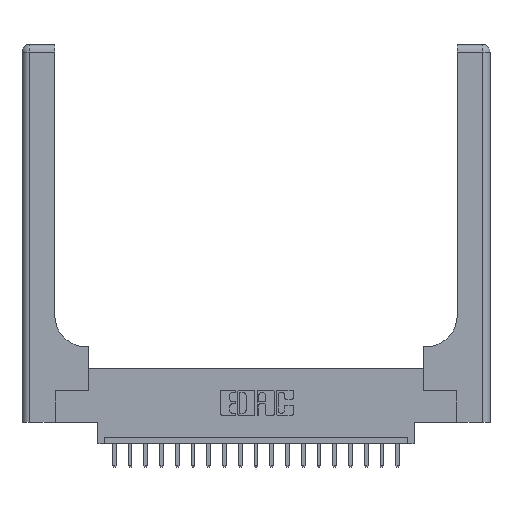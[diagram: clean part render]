
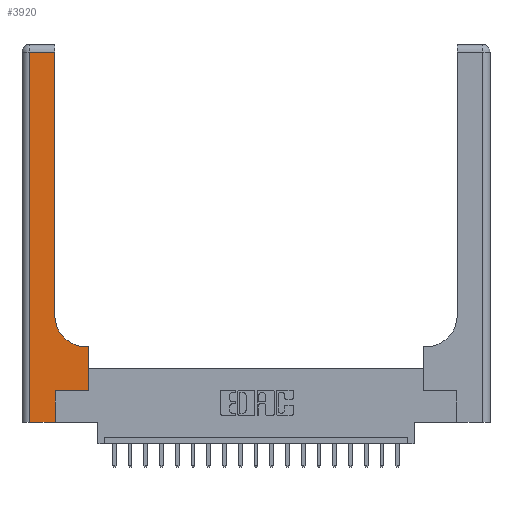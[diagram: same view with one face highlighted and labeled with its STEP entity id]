
A CAD part, top view. The second image highlights one B-rep face of the part: STEP entity #3920.
In plain terms, the highlighted planar face has unit normal (0, 0, 1).
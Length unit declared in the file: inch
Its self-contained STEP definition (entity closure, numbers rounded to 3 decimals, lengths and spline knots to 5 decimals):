
#539 = ORIENTED_EDGE ( 'NONE', *, *, #5298, .T. ) ;
#852 = ORIENTED_EDGE ( 'NONE', *, *, #10213, .T. ) ;
#962 = CARTESIAN_POINT ( 'NONE',  ( 0.265, 0., 0.37 ) ) ;
#1179 = VERTEX_POINT ( 'NONE', #13660 ) ;
#1251 = DIRECTION ( 'NONE',  ( -1., 0., 0. ) ) ;
#1499 = CARTESIAN_POINT ( 'NONE',  ( 0.265, 0.25, 0.37 ) ) ;
#1569 = VERTEX_POINT ( 'NONE', #4802 ) ;
#1919 = CARTESIAN_POINT ( 'NONE',  ( 0.26, 2.94, 0.37 ) ) ;
#2136 = VECTOR ( 'NONE', #17785, 39.37008 ) ;
#2204 = VECTOR ( 'NONE', #18493, 39.37008 ) ;
#2208 = LINE ( 'NONE', #9234, #9574 ) ;
#2929 = VECTOR ( 'NONE', #10080, 39.37008 ) ;
#3298 = EDGE_CURVE ( 'NONE', #5046, #18959, #2208, .T. ) ;
#3920 = ADVANCED_FACE ( 'NONE', ( #7119 ), #7525, .F. ) ;
#4156 = DIRECTION ( 'NONE',  ( 1., 0., 0. ) ) ;
#4194 = CARTESIAN_POINT ( 'NONE',  ( 0.06, 0., 0.37 ) ) ;
#4365 = CIRCLE ( 'NONE', #16167, 0.25 ) ;
#4802 = CARTESIAN_POINT ( 'NONE',  ( 0.528, 0.25, 0.37 ) ) ;
#4839 = ORIENTED_EDGE ( 'NONE', *, *, #3298, .T. ) ;
#4845 = LINE ( 'NONE', #10661, #20028 ) ;
#4847 = DIRECTION ( 'NONE',  ( 1., 0., 0. ) ) ;
#5046 = VERTEX_POINT ( 'NONE', #962 ) ;
#5298 = EDGE_CURVE ( 'NONE', #1569, #17633, #5586, .T. ) ;
#5518 = CARTESIAN_POINT ( 'NONE',  ( 0.51, 0.85, 0.37 ) ) ;
#5586 = LINE ( 'NONE', #11331, #2136 ) ;
#5609 = EDGE_LOOP ( 'NONE', ( #852, #6148, #16080, #6698, #4839, #11654, #539, #12682, #15383 ) ) ;
#5722 = CARTESIAN_POINT ( 'NONE',  ( 0.528, 0.6, 0.37 ) ) ;
#5841 = EDGE_CURVE ( 'NONE', #11401, #18613, #4845, .T. ) ;
#6148 = ORIENTED_EDGE ( 'NONE', *, *, #5841, .T. ) ;
#6650 = LINE ( 'NONE', #18457, #13333 ) ;
#6698 = ORIENTED_EDGE ( 'NONE', *, *, #16591, .T. ) ;
#7119 = FACE_OUTER_BOUND ( 'NONE', #5609, .T. ) ;
#7512 = CARTESIAN_POINT ( 'NONE',  ( 0.26, 3., 0.37 ) ) ;
#7525 = PLANE ( 'NONE',  #18282 ) ;
#7564 = VECTOR ( 'NONE', #4847, 39.37008 ) ;
#9234 = CARTESIAN_POINT ( 'NONE',  ( 0.265, 0., 0.37 ) ) ;
#9574 = VECTOR ( 'NONE', #10557, 39.37008 ) ;
#10080 = DIRECTION ( 'NONE',  ( -1., 0., 0. ) ) ;
#10213 = EDGE_CURVE ( 'NONE', #18364, #11401, #15968, .T. ) ;
#10557 = DIRECTION ( 'NONE',  ( 0., 1., 0. ) ) ;
#10661 = CARTESIAN_POINT ( 'NONE',  ( 0., 2.94, 0.37 ) ) ;
#10720 = CARTESIAN_POINT ( 'NONE',  ( 0.26, 0.85, 0.37 ) ) ;
#10786 = LINE ( 'NONE', #19625, #2929 ) ;
#10938 = CARTESIAN_POINT ( 'NONE',  ( 0.265, 0.25, 0.37 ) ) ;
#11214 = VECTOR ( 'NONE', #11387, 39.37008 ) ;
#11242 = EDGE_CURVE ( 'NONE', #18959, #1569, #19130, .T. ) ;
#11303 = EDGE_CURVE ( 'NONE', #17633, #1179, #10786, .T. ) ;
#11331 = CARTESIAN_POINT ( 'NONE',  ( 0.528, 0.25, 0.37 ) ) ;
#11387 = DIRECTION ( 'NONE',  ( 0., -1., 0. ) ) ;
#11401 = VERTEX_POINT ( 'NONE', #1919 ) ;
#11654 = ORIENTED_EDGE ( 'NONE', *, *, #11242, .T. ) ;
#11978 = DIRECTION ( 'NONE',  ( 0., 0., -1. ) ) ;
#12682 = ORIENTED_EDGE ( 'NONE', *, *, #11303, .T. ) ;
#12817 = EDGE_CURVE ( 'NONE', #1179, #18364, #4365, .T. ) ;
#13333 = VECTOR ( 'NONE', #15531, 39.37008 ) ;
#13379 = EDGE_CURVE ( 'NONE', #18613, #18778, #13678, .T. ) ;
#13660 = CARTESIAN_POINT ( 'NONE',  ( 0.51, 0.6, 0.37 ) ) ;
#13678 = LINE ( 'NONE', #19197, #11214 ) ;
#14021 = CARTESIAN_POINT ( 'NONE',  ( 0., 3., 0.37 ) ) ;
#15383 = ORIENTED_EDGE ( 'NONE', *, *, #12817, .T. ) ;
#15531 = DIRECTION ( 'NONE',  ( 1., 0., 0. ) ) ;
#15968 = LINE ( 'NONE', #7512, #2204 ) ;
#16080 = ORIENTED_EDGE ( 'NONE', *, *, #13379, .T. ) ;
#16167 = AXIS2_PLACEMENT_3D ( 'NONE', #5518, #11978, #4156 ) ;
#16591 = EDGE_CURVE ( 'NONE', #18778, #5046, #6650, .T. ) ;
#17088 = DIRECTION ( 'NONE',  ( -1., 0., 0. ) ) ;
#17633 = VERTEX_POINT ( 'NONE', #5722 ) ;
#17785 = DIRECTION ( 'NONE',  ( 0., 1., 0. ) ) ;
#18282 = AXIS2_PLACEMENT_3D ( 'NONE', #14021, #20286, #17088 ) ;
#18364 = VERTEX_POINT ( 'NONE', #10720 ) ;
#18457 = CARTESIAN_POINT ( 'NONE',  ( 0., 0., 0.37 ) ) ;
#18493 = DIRECTION ( 'NONE',  ( 0., 1., 0. ) ) ;
#18613 = VERTEX_POINT ( 'NONE', #19360 ) ;
#18778 = VERTEX_POINT ( 'NONE', #4194 ) ;
#18959 = VERTEX_POINT ( 'NONE', #1499 ) ;
#19130 = LINE ( 'NONE', #10938, #7564 ) ;
#19197 = CARTESIAN_POINT ( 'NONE',  ( 0.06, 3., 0.37 ) ) ;
#19360 = CARTESIAN_POINT ( 'NONE',  ( 0.06, 2.94, 0.37 ) ) ;
#19625 = CARTESIAN_POINT ( 'NONE',  ( 0.26, 0.6, 0.37 ) ) ;
#20028 = VECTOR ( 'NONE', #1251, 39.37008 ) ;
#20286 = DIRECTION ( 'NONE',  ( 0., 0., -1. ) ) ;
